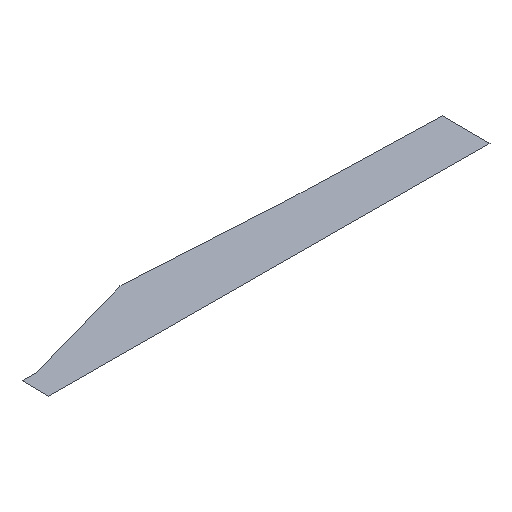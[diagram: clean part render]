
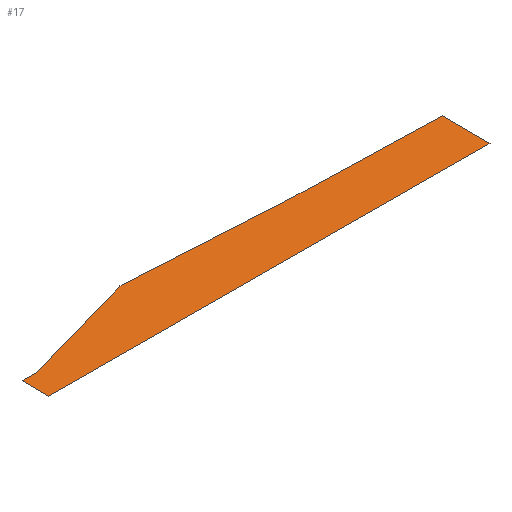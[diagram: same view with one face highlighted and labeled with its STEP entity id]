
A CAD part, isometric view. The second image highlights one B-rep face of the part: STEP entity #17.
In plain terms, the highlighted planar face has unit normal (-0.004, 0.001, 1).
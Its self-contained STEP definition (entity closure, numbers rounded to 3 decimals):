
#17 = ADVANCED_FACE('',(#18),#32,.T.);
#18 = FACE_BOUND('',#19,.F.);
#19 = EDGE_LOOP('',(#20,#43,#59,#81,#97,#113,#129));
#20 = ORIENTED_EDGE('',*,*,#21,.T.);
#21 = EDGE_CURVE('',#22,#24,#26,.T.);
#22 = VERTEX_POINT('',#23);
#23 = CARTESIAN_POINT('',(-17.185,-0.419,
    -0.06));
#24 = VERTEX_POINT('',#25);
#25 = CARTESIAN_POINT('',(-4.085,3.304,
    -0.018));
#26 = SURFACE_CURVE('',#27,(#31),.PCURVE_S1.);
#27 = LINE('',#28,#29);
#28 = CARTESIAN_POINT('',(-17.185,-0.419,
    -0.06));
#29 = VECTOR('',#30,1.);
#30 = DIRECTION('',(0.962,0.273,0.003));
#31 = PCURVE('',#32,#37);
#32 = PLANE('',#33);
#33 = AXIS2_PLACEMENT_3D('',#34,#35,#36);
#34 = CARTESIAN_POINT('',(-19.249,-3.516,
    -0.064));
#35 = DIRECTION('',(-0.004,0.001,
    1.));
#36 = DIRECTION('',(1.,-0.008,
    0.004));
#37 = DEFINITIONAL_REPRESENTATION('',(#38),#42);
#38 = LINE('',#39,#40);
#39 = CARTESIAN_POINT('',(2.04,3.112));
#40 = VECTOR('',#41,1.);
#41 = DIRECTION('',(0.96,0.281));
#42 = ( GEOMETRIC_REPRESENTATION_CONTEXT(2) 
PARAMETRIC_REPRESENTATION_CONTEXT() REPRESENTATION_CONTEXT('2D SPACE',''
  ) );
#43 = ORIENTED_EDGE('',*,*,#44,.T.);
#44 = EDGE_CURVE('',#24,#45,#47,.T.);
#45 = VERTEX_POINT('',#46);
#46 = CARTESIAN_POINT('',(-2.532,3.191,
    -0.012));
#47 = SURFACE_CURVE('',#48,(#52),.PCURVE_S1.);
#48 = LINE('',#49,#50);
#49 = CARTESIAN_POINT('',(-4.085,3.304,
    -0.018));
#50 = VECTOR('',#51,1.);
#51 = DIRECTION('',(0.997,-0.073,0.004
    ));
#52 = PCURVE('',#32,#53);
#53 = DEFINITIONAL_REPRESENTATION('',(#54),#58);
#54 = LINE('',#55,#56);
#55 = CARTESIAN_POINT('',(15.112,6.935));
#56 = VECTOR('',#57,1.);
#57 = DIRECTION('',(0.998,-0.065));
#58 = ( GEOMETRIC_REPRESENTATION_CONTEXT(2) 
PARAMETRIC_REPRESENTATION_CONTEXT() REPRESENTATION_CONTEXT('2D SPACE',''
  ) );
#59 = ORIENTED_EDGE('',*,*,#60,.T.);
#60 = EDGE_CURVE('',#45,#61,#63,.T.);
#61 = VERTEX_POINT('',#62);
#62 = CARTESIAN_POINT('',(30.857,1.59,0.106)
  );
#63 = SURFACE_CURVE('',#64,(#71),.PCURVE_S1.);
#64 = B_SPLINE_CURVE_WITH_KNOTS('',3,(#65,#66,#67,#68,#69,#70),
  .UNSPECIFIED.,.F.,.F.,(4,1,1,4),(0.,0.333,0.667,1.),
  .UNSPECIFIED.);
#65 = CARTESIAN_POINT('',(-2.532,3.191,
    -0.012));
#66 = CARTESIAN_POINT('',(1.028,2.923,
    0.));
#67 = CARTESIAN_POINT('',(8.244,2.447,
    0.026));
#68 = CARTESIAN_POINT('',(18.979,1.884,
    0.064));
#69 = CARTESIAN_POINT('',(26.825,1.665,
    0.092));
#70 = CARTESIAN_POINT('',(30.857,1.59,0.106)
  );
#71 = PCURVE('',#32,#72);
#72 = DEFINITIONAL_REPRESENTATION('',(#73),#80);
#73 = B_SPLINE_CURVE_WITH_KNOTS('',3,(#74,#75,#76,#77,#78,#79),
  .UNSPECIFIED.,.F.,.F.,(4,1,1,4),(0.,0.333,0.667,1.),
  .UNSPECIFIED.);
#74 = CARTESIAN_POINT('',(16.665,6.834));
#75 = CARTESIAN_POINT('',(20.227,6.593));
#76 = CARTESIAN_POINT('',(27.446,6.172));
#77 = CARTESIAN_POINT('',(38.186,5.691));
#78 = CARTESIAN_POINT('',(46.033,5.532));
#79 = CARTESIAN_POINT('',(50.066,5.487));
#80 = ( GEOMETRIC_REPRESENTATION_CONTEXT(2) 
PARAMETRIC_REPRESENTATION_CONTEXT() REPRESENTATION_CONTEXT('2D SPACE',''
  ) );
#81 = ORIENTED_EDGE('',*,*,#82,.T.);
#82 = EDGE_CURVE('',#61,#83,#85,.T.);
#83 = VERTEX_POINT('',#84);
#84 = CARTESIAN_POINT('',(30.816,-3.819,0.112
    ));
#85 = SURFACE_CURVE('',#86,(#90),.PCURVE_S1.);
#86 = LINE('',#87,#88);
#87 = CARTESIAN_POINT('',(30.857,1.59,0.106)
  );
#88 = VECTOR('',#89,1.);
#89 = DIRECTION('',(-0.008,-1.,
    0.001));
#90 = PCURVE('',#32,#91);
#91 = DEFINITIONAL_REPRESENTATION('',(#92),#96);
#92 = LINE('',#93,#94);
#93 = CARTESIAN_POINT('',(50.066,5.487));
#94 = VECTOR('',#95,1.);
#95 = DIRECTION('',(0.,-1.));
#96 = ( GEOMETRIC_REPRESENTATION_CONTEXT(2) 
PARAMETRIC_REPRESENTATION_CONTEXT() REPRESENTATION_CONTEXT('2D SPACE',''
  ) );
#97 = ORIENTED_EDGE('',*,*,#98,.T.);
#98 = EDGE_CURVE('',#83,#99,#101,.T.);
#99 = VERTEX_POINT('',#100);
#100 = CARTESIAN_POINT('',(-18.947,-3.441,
    -0.063));
#101 = SURFACE_CURVE('',#102,(#106),.PCURVE_S1.);
#102 = LINE('',#103,#104);
#103 = CARTESIAN_POINT('',(30.816,-3.819,
    0.112));
#104 = VECTOR('',#105,1.);
#105 = DIRECTION('',(-1.,0.008,
    -0.004));
#106 = PCURVE('',#32,#107);
#107 = DEFINITIONAL_REPRESENTATION('',(#108),#112);
#108 = LINE('',#109,#110);
#109 = CARTESIAN_POINT('',(50.066,0.077));
#110 = VECTOR('',#111,1.);
#111 = DIRECTION('',(-1.,0.));
#112 = ( GEOMETRIC_REPRESENTATION_CONTEXT(2) 
PARAMETRIC_REPRESENTATION_CONTEXT() REPRESENTATION_CONTEXT('2D SPACE',''
  ) );
#113 = ORIENTED_EDGE('',*,*,#114,.T.);
#114 = EDGE_CURVE('',#99,#115,#117,.T.);
#115 = VERTEX_POINT('',#116);
#116 = CARTESIAN_POINT('',(-18.924,-0.406,
    -0.066));
#117 = SURFACE_CURVE('',#118,(#122),.PCURVE_S1.);
#118 = LINE('',#119,#120);
#119 = CARTESIAN_POINT('',(-18.947,-3.441,
    -0.063));
#120 = VECTOR('',#121,1.);
#121 = DIRECTION('',(0.008,1.,
    -0.001));
#122 = PCURVE('',#32,#123);
#123 = DEFINITIONAL_REPRESENTATION('',(#124),#128);
#124 = LINE('',#125,#126);
#125 = CARTESIAN_POINT('',(0.301,0.077));
#126 = VECTOR('',#127,1.);
#127 = DIRECTION('',(0.,1.));
#128 = ( GEOMETRIC_REPRESENTATION_CONTEXT(2) 
PARAMETRIC_REPRESENTATION_CONTEXT() REPRESENTATION_CONTEXT('2D SPACE',''
  ) );
#129 = ORIENTED_EDGE('',*,*,#130,.T.);
#130 = EDGE_CURVE('',#115,#22,#131,.T.);
#131 = SURFACE_CURVE('',#132,(#136),.PCURVE_S1.);
#132 = LINE('',#133,#134);
#133 = CARTESIAN_POINT('',(-18.924,-0.406,
    -0.066));
#134 = VECTOR('',#135,1.);
#135 = DIRECTION('',(1.,-0.008,
    0.004));
#136 = PCURVE('',#32,#137);
#137 = DEFINITIONAL_REPRESENTATION('',(#138),#142);
#138 = LINE('',#139,#140);
#139 = CARTESIAN_POINT('',(0.301,3.112));
#140 = VECTOR('',#141,1.);
#141 = DIRECTION('',(1.,0.));
#142 = ( GEOMETRIC_REPRESENTATION_CONTEXT(2) 
PARAMETRIC_REPRESENTATION_CONTEXT() REPRESENTATION_CONTEXT('2D SPACE',''
  ) );
